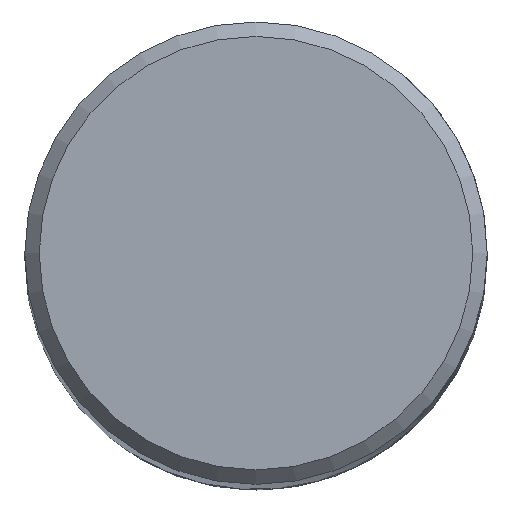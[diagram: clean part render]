
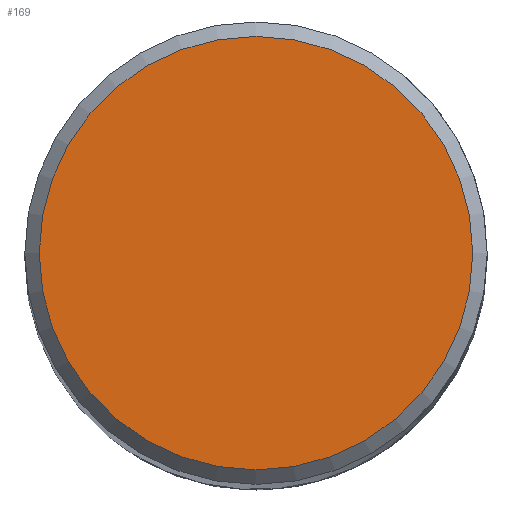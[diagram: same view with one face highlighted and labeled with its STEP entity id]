
A CAD part, top view. The second image highlights one B-rep face of the part: STEP entity #169.
In plain terms, the highlighted planar face has unit normal (0, 0, 1).
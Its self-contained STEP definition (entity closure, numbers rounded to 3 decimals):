
#28=FACE_OUTER_BOUND('',#41,.T.);
#41=EDGE_LOOP('',(#146));
#70=CIRCLE('',#206,7.5);
#84=VERTEX_POINT('',#299);
#102=EDGE_CURVE('',#84,#84,#70,.T.);
#146=ORIENTED_EDGE('',*,*,#102,.F.);
#159=PLANE('',#212);
#169=ADVANCED_FACE('',(#28),#159,.T.);
#206=AXIS2_PLACEMENT_3D('',#300,#248,#249);
#212=AXIS2_PLACEMENT_3D('',#312,#262,#263);
#248=DIRECTION('center_axis',(0.,0.,-1.));
#249=DIRECTION('ref_axis',(-1.,0.,0.));
#262=DIRECTION('center_axis',(0.,0.,1.));
#263=DIRECTION('ref_axis',(1.,0.,0.));
#299=CARTESIAN_POINT('',(7.5,0.,112.));
#300=CARTESIAN_POINT('Origin',(0.,0.,112.));
#312=CARTESIAN_POINT('Origin',(0.,0.,112.));
